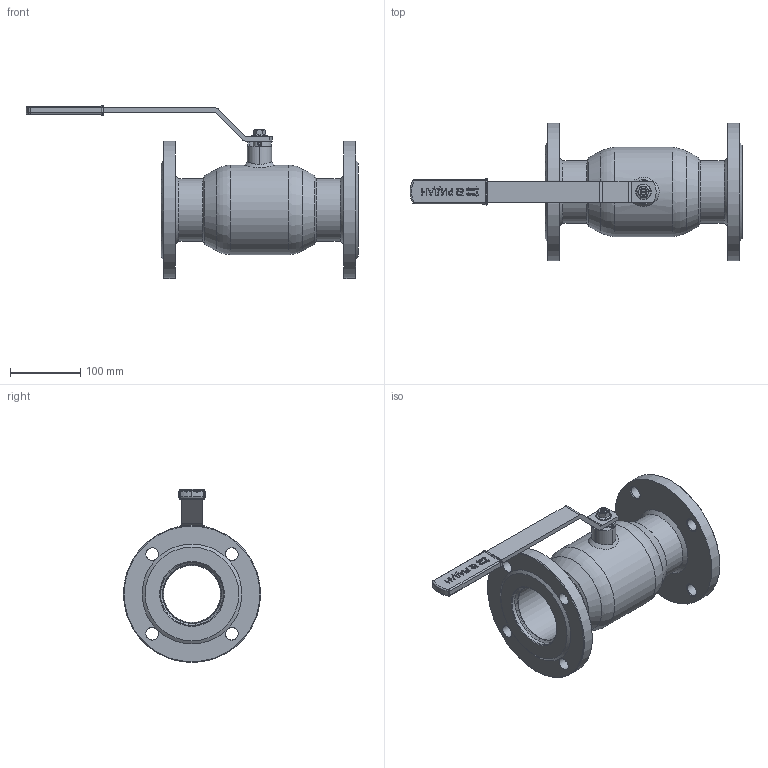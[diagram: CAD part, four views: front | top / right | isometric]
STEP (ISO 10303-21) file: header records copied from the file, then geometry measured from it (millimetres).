
FILE_DESCRIPTION(('TFLEX Exchange Step'),'2;1');
FILE_NAME('065N9627 - Кран шаровой Basic DN80.stp', '2023-08-30T11:44:52+03:00',('RUCO3277'),('Unknown organisation'),'TFLEX Exchange 2022.1','T-FLEX CAD','Unknown authorisation');
FILE_SCHEMA( ('AUTOMOTIVE_DESIGN { 1 0 10303 214 1 1 1 1 }') );
Length unit declared in the file: millimetre
Products named in the file (11): 54XXX038 - Фланец плоский; <Другие гайки>Гайка ГОСТ Р ИСО 4161-2013; 50050022 - Штифт; 24050428R - Грипса; 24100433 - Рукоятка; 24100530 - Рукоятка СБ; 24080432 - Патрубок; 24100427 - Шток; 24100406 - Корпус штока; 24080409 - Корпус (гнутый); 065N9627 - Кран шаровой Basic DN80
Assembly tree (10 placements, depth 3):
  065N9627 - Кран шаровой Basic DN80
    54XXX038 - Фланец плоский
    <Другие гайки>Гайка ГОСТ Р ИСО 4161-2013
    50050022 - Штифт
    24100530 - Рукоятка СБ
      24050428R - Грипса
      24100433 - Рукоятка
    24080432 - Патрубок
    24100427 - Шток
    24100406 - Корпус штока
    24080409 - Корпус (гнутый)
Bounding box: 472.02 x 195 x 246.05 mm (x, y, z)
Volume: 1328071.3 mm3; surface area: 439436.1 mm2
Topology: 21 solids, 21 shells, 536 faces, 1345 edges, 860 vertices
Faces by surface type: plane 298, bspline 79, cylinder 77, torus 39, cone 35, sphere 4, extrusion 4
Full cylindrical faces by diameter (mm): 5 x1, 8.376 x1, 10 x1, 16.5 x2, 18 x9, 18.1 x1, 20 x4, 22 x1, 34.8 x1, 81 x2, 83 x2, 84 x2, 87 x2, 89 x2, 90 x2, 119 x1, 127 x1, 195 x2
Entity records: 19667 total; most frequent: CARTESIAN_POINT 6867, ORIENTED_EDGE 2640, DIRECTION 2436, EDGE_CURVE 1320, VERTEX_POINT 860, VECTOR 826, LINE 822, AXIS2_PLACEMENT_3D 805
